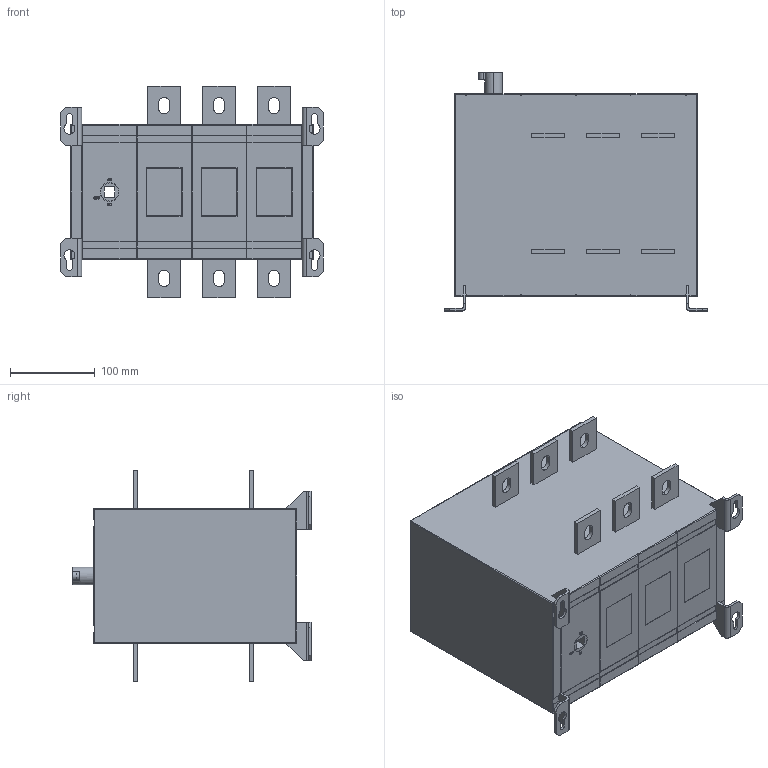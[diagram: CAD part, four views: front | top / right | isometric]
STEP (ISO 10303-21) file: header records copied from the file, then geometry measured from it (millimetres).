
FILE_DESCRIPTION (( 'STEP AP203' ), '1' );
FILE_NAME ('TwinBlock reversible 630A (tb-s-630-3p-rev).STEP', '2018-09-04T05:46:41', ( '' ), ( '' ), 'SwSTEP 2.0', 'SolidWorks 2017', '' );
FILE_SCHEMA (( 'CONFIG_CONTROL_DESIGN' ));
Length unit declared in the file: millimetre
Products named in the file (1): TwinBlock reversible 630A (tb-s-630-3p-rev)
Bounding box: 311 x 282 x 250 mm (x, y, z)
Volume: 11085727.9 mm3; surface area: 391389.2 mm2
Topology: 1 solids, 1 shells, 952 faces, 2558 edges, 1685 vertices
Faces by surface type: plane 645, bspline 166, cylinder 130, sphere 8, torus 3
Entity records: 38653 total; most frequent: CARTESIAN_POINT 15666, ORIENTED_EDGE 5100, DIRECTION 4014, EDGE_CURVE 2550, VECTOR 1948, LINE 1948, VERTEX_POINT 1685, EDGE_LOOP 1071
